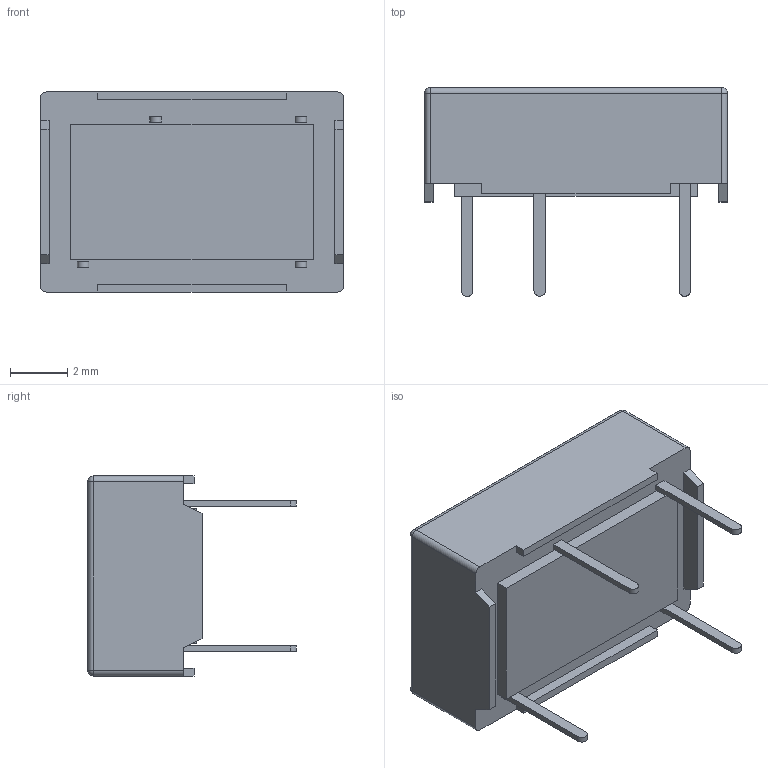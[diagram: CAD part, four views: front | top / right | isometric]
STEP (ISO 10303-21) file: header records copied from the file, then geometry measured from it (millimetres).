
FILE_DESCRIPTION (( 'STEP AP214' ), '1' );
FILE_NAME ('G6L-1P DC5.STEP', '2021-04-02T16:25:03', ( '' ), ( '' ), 'SwSTEP 2.0', 'SolidWorks 2017', '' );
FILE_SCHEMA (( 'AUTOMOTIVE_DESIGN' ));
Length unit declared in the file: millimetre
Products named in the file (1): G6L-1P DC5
Bounding box: 10.6 x 7.3 x 7 mm (x, y, z)
Volume: 269.5 mm3; surface area: 324.6 mm2
Topology: 6 solids, 6 shells, 84 faces, 197 edges, 124 vertices
Faces by surface type: plane 59, cylinder 21, sphere 4
Entity records: 2426 total; most frequent: DIRECTION 405, CARTESIAN_POINT 402, ORIENTED_EDGE 386, EDGE_CURVE 193, VECTOR 151, LINE 151, AXIS2_PLACEMENT_3D 127, VERTEX_POINT 124
